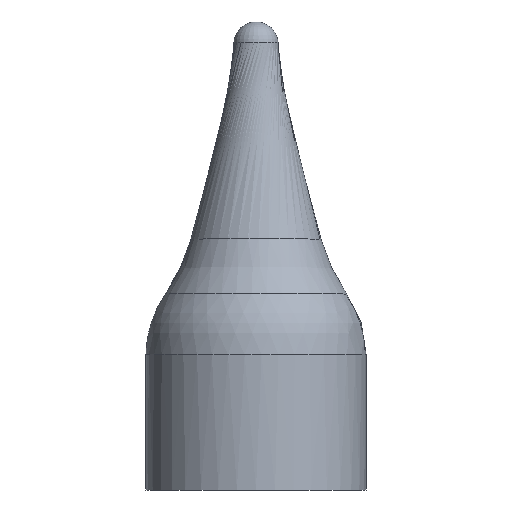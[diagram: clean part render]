
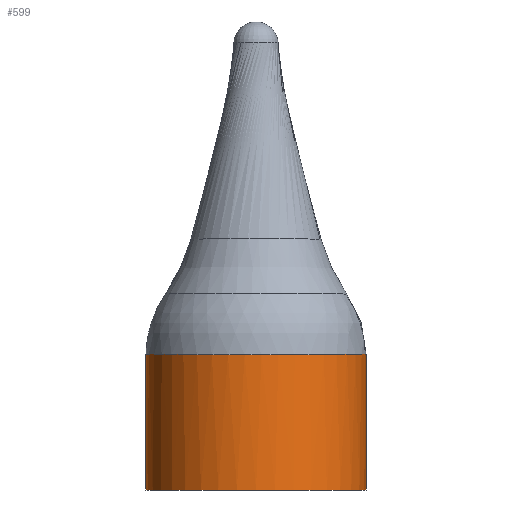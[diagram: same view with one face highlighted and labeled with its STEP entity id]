
A CAD part, front view. The second image highlights one B-rep face of the part: STEP entity #599.
In plain terms, the highlighted cylindrical face has radius 6.35 mm (diameter 12.7 mm), a partial arc.
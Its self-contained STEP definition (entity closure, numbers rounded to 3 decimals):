
#7 = CARTESIAN_POINT ( 'NONE',  ( -5.979, -2.147, 7.829 ) ) ;
#12 = CARTESIAN_POINT ( 'NONE',  ( -6.35, -0.4, 7.837 ) ) ;
#15 = CIRCLE ( 'NONE', #1242, 6.35 ) ;
#18 = CYLINDRICAL_SURFACE ( 'NONE', #99, 6.35 ) ;
#21 = CARTESIAN_POINT ( 'NONE',  ( 3.71, -5.169, 7.816 ) ) ;
#99 = AXIS2_PLACEMENT_3D ( 'NONE', #957, #549, #1373 ) ;
#100 = CARTESIAN_POINT ( 'NONE',  ( 5.731, -2.743, 7.826 ) ) ;
#107 = DIRECTION ( 'NONE',  ( 0., 0., -1. ) ) ;
#109 = CARTESIAN_POINT ( 'NONE',  ( -5.58, -3.056, 7.825 ) ) ;
#115 = CARTESIAN_POINT ( 'NONE',  ( 5.348, -3.446, 7.823 ) ) ;
#118 = FACE_OUTER_BOUND ( 'NONE', #590, .T. ) ;
#122 = CARTESIAN_POINT ( 'NONE',  ( 6.15, -1.629, 7.831 ) ) ;
#129 = CARTESIAN_POINT ( 'NONE',  ( 6.24, -1.242, 7.833 ) ) ;
#146 = CARTESIAN_POINT ( 'NONE',  ( 6.341, -0.421, 7.837 ) ) ;
#154 = ORIENTED_EDGE ( 'NONE', *, *, #712, .F. ) ;
#160 = EDGE_CURVE ( 'NONE', #365, #1134, #15, .T. ) ;
#206 = CARTESIAN_POINT ( 'NONE',  ( -2.362, -5.908, 7.813 ) ) ;
#211 = CARTESIAN_POINT ( 'NONE',  ( 0., 0., 0. ) ) ;
#221 = CARTESIAN_POINT ( 'NONE',  ( -6.202, -1.379, 7.832 ) ) ;
#233 = CARTESIAN_POINT ( 'NONE',  ( 5.963, -2.193, 7.829 ) ) ;
#270 = CARTESIAN_POINT ( 'NONE',  ( 6.35, -0.14, 7.838 ) ) ;
#281 = VECTOR ( 'NONE', #107, 1000. ) ;
#294 = EDGE_CURVE ( 'NONE', #520, #365, #1304, .T. ) ;
#325 = CARTESIAN_POINT ( 'NONE',  ( -6.155, -1.573, 7.832 ) ) ;
#333 = CARTESIAN_POINT ( 'NONE',  ( 1.166, -6.255, 7.812 ) ) ;
#340 = CARTESIAN_POINT ( 'NONE',  ( -3.418, -5.356, 7.815 ) ) ;
#345 = CARTESIAN_POINT ( 'NONE',  ( -0.819, -6.309, 7.811 ) ) ;
#362 = DIRECTION ( 'NONE',  ( 0., 0., -1. ) ) ;
#365 = VERTEX_POINT ( 'NONE', #798 ) ;
#394 = EDGE_CURVE ( 'NONE', #604, #694, #667, .T. ) ;
#399 = ORIENTED_EDGE ( 'NONE', *, *, #1126, .T. ) ;
#419 = CARTESIAN_POINT ( 'NONE',  ( 6.35, 0., 7.838 ) ) ;
#423 = CARTESIAN_POINT ( 'NONE',  ( -3.586, -5.244, 7.816 ) ) ;
#429 = CARTESIAN_POINT ( 'NONE',  ( 2.681, -5.77, 7.814 ) ) ;
#436 = CARTESIAN_POINT ( 'NONE',  ( -6.35, 0., 7.838 ) ) ;
#444 = CARTESIAN_POINT ( 'NONE',  ( 0.571, -6.327, 7.811 ) ) ;
#452 = CARTESIAN_POINT ( 'NONE',  ( 4.614, -4.381, 7.819 ) ) ;
#453 = ORIENTED_EDGE ( 'NONE', *, *, #294, .T. ) ;
#464 = LINE ( 'NONE', #882, #1178 ) ;
#473 = ORIENTED_EDGE ( 'NONE', *, *, #160, .T. ) ;
#520 = VERTEX_POINT ( 'NONE', #653 ) ;
#530 = CARTESIAN_POINT ( 'NONE',  ( -0.226, -6.349, 7.811 ) ) ;
#537 = CARTESIAN_POINT ( 'NONE',  ( -5.76, -2.703, 7.827 ) ) ;
#544 = DIRECTION ( 'NONE',  ( 0., 0., 1. ) ) ;
#546 = CARTESIAN_POINT ( 'NONE',  ( 1.554, -6.17, 7.812 ) ) ;
#549 = DIRECTION ( 'NONE',  ( 0., 0., -1. ) ) ;
#554 = CARTESIAN_POINT ( 'NONE',  ( 5.891, -2.378, 7.828 ) ) ;
#590 = EDGE_LOOP ( 'NONE', ( #154, #808, #399, #453, #473 ) ) ;
#599 = ADVANCED_FACE ( 'NONE', ( #118 ), #18, .T. ) ;
#604 = VERTEX_POINT ( 'NONE', #419 ) ;
#634 = CARTESIAN_POINT ( 'NONE',  ( 0.37, -6.342, 7.811 ) ) ;
#653 = CARTESIAN_POINT ( 'NONE',  ( -6.35, 0., 7.838 ) ) ;
#665 = CARTESIAN_POINT ( 'NONE',  ( 5.641, -2.923, 7.826 ) ) ;
#667 = B_SPLINE_CURVE_WITH_KNOTS ( 'NONE', 3,
 ( #700, #270, #146, #1022, #708 ),
 .UNSPECIFIED., .F., .F.,
 ( 4, 1, 4 ),
 ( 0.02, 0.02, 0.021 ),
 .UNSPECIFIED. ) ;
#670 = DIRECTION ( 'NONE',  ( 1., 0., 0. ) ) ;
#694 = VERTEX_POINT ( 'NONE', #1001 ) ;
#700 = CARTESIAN_POINT ( 'NONE',  ( 6.35, 0., 7.838 ) ) ;
#708 = CARTESIAN_POINT ( 'NONE',  ( 6.294, -0.844, 7.835 ) ) ;
#712 = EDGE_CURVE ( 'NONE', #604, #1134, #464, .T. ) ;
#752 = CARTESIAN_POINT ( 'NONE',  ( -5.156, -3.728, 7.822 ) ) ;
#761 = CARTESIAN_POINT ( 'NONE',  ( -4.908, -4.049, 7.821 ) ) ;
#773 = CARTESIAN_POINT ( 'NONE',  ( -6.35, 0., 10. ) ) ;
#781 = CARTESIAN_POINT ( 'NONE',  ( -0.028, -6.353, 7.811 ) ) ;
#798 = CARTESIAN_POINT ( 'NONE',  ( -6.35, 0., 0. ) ) ;
#808 = ORIENTED_EDGE ( 'NONE', *, *, #394, .T. ) ;
#855 = CARTESIAN_POINT ( 'NONE',  ( -4.069, -4.891, 7.817 ) ) ;
#870 = CARTESIAN_POINT ( 'NONE',  ( 6.35, 0., 0. ) ) ;
#882 = CARTESIAN_POINT ( 'NONE',  ( 6.35, 0., 10. ) ) ;
#885 = CARTESIAN_POINT ( 'NONE',  ( 3.381, -5.39, 7.815 ) ) ;
#957 = CARTESIAN_POINT ( 'NONE',  ( 0., 0., 10. ) ) ;
#961 = CARTESIAN_POINT ( 'NONE',  ( -1.989, -6.044, 7.812 ) ) ;
#973 = CARTESIAN_POINT ( 'NONE',  ( -6.313, -0.795, 7.835 ) ) ;
#982 = CARTESIAN_POINT ( 'NONE',  ( 5.123, -3.773, 7.822 ) ) ;
#988 = B_SPLINE_CURVE_WITH_KNOTS ( 'NONE', 3,
 ( #1090, #129, #122, #233, #554, #100, #665, #115, #982, #452, #1076, #21, #885, #429, #1301, #546, #333, #444, #634, #781, #530, #345, #1185, #961, #206, #1294, #1377, #340, #423, #855, #1274, #761, #752, #109, #537, #7, #1280, #325, #221, #973, #12, #436 ),
 .UNSPECIFIED., .F., .F.,
 ( 4, 2, 2, 2, 2, 2, 2, 2, 2, 2, 2, 2, 2, 2, 2, 2, 2, 2, 2, 2, 4 ),
 ( 0.021, 0.022, 0.022, 0.023, 0.024, 0.025, 0.027, 0.028, 0.029, 0.03, 0.03, 0.031, 0.033, 0.033, 0.034, 0.035, 0.036, 0.037, 0.038, 0.039, 0.04 ),
 .UNSPECIFIED. ) ;
#1001 = CARTESIAN_POINT ( 'NONE',  ( 6.294, -0.844, 7.835 ) ) ;
#1022 = CARTESIAN_POINT ( 'NONE',  ( 6.313, -0.703, 7.835 ) ) ;
#1076 = CARTESIAN_POINT ( 'NONE',  ( 4.326, -4.666, 7.818 ) ) ;
#1090 = CARTESIAN_POINT ( 'NONE',  ( 6.294, -0.844, 7.835 ) ) ;
#1126 = EDGE_CURVE ( 'NONE', #694, #520, #988, .T. ) ;
#1134 = VERTEX_POINT ( 'NONE', #870 ) ;
#1178 = VECTOR ( 'NONE', #362, 1000. ) ;
#1185 = CARTESIAN_POINT ( 'NONE',  ( -1.213, -6.246, 7.812 ) ) ;
#1242 = AXIS2_PLACEMENT_3D ( 'NONE', #211, #544, #670 ) ;
#1274 = CARTESIAN_POINT ( 'NONE',  ( -4.366, -4.628, 7.818 ) ) ;
#1280 = CARTESIAN_POINT ( 'NONE',  ( -6.044, -1.957, 7.83 ) ) ;
#1294 = CARTESIAN_POINT ( 'NONE',  ( -2.899, -5.653, 7.814 ) ) ;
#1301 = CARTESIAN_POINT ( 'NONE',  ( 2.309, -5.928, 7.813 ) ) ;
#1304 = LINE ( 'NONE', #773, #281 ) ;
#1373 = DIRECTION ( 'NONE',  ( -1., 0., 0. ) ) ;
#1377 = CARTESIAN_POINT ( 'NONE',  ( -3.075, -5.56, 7.814 ) ) ;
